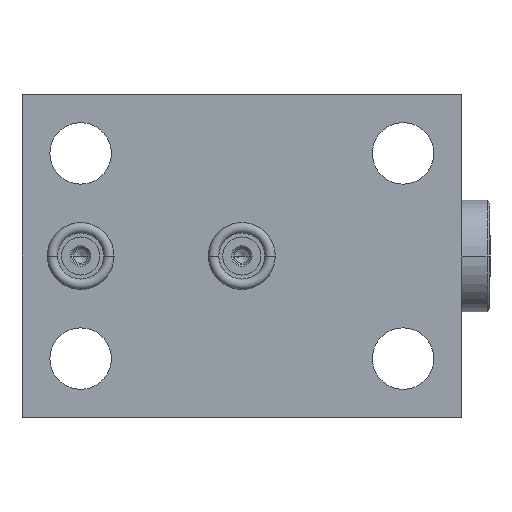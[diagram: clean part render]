
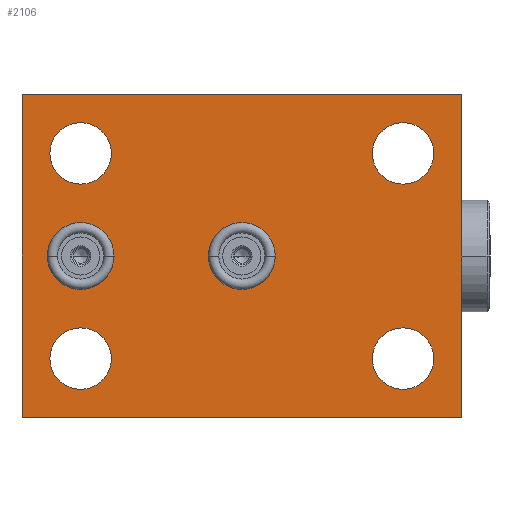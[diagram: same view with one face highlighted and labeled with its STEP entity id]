
A CAD part, front view. The second image highlights one B-rep face of the part: STEP entity #2106.
In plain terms, the highlighted planar face has unit normal (0, -1, 0).
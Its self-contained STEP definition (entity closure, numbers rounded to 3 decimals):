
#482=DIRECTION('',(0.,0.,1.));
#483=VECTOR('',#482,55.);
#484=CARTESIAN_POINT('',(-37.5,0.,-27.5));
#485=LINE('',#484,#483);
#486=DIRECTION('',(1.,0.,0.));
#487=VECTOR('',#486,75.);
#488=CARTESIAN_POINT('',(-37.5,0.,27.5));
#489=LINE('',#488,#487);
#490=DIRECTION('',(0.,0.,-1.));
#491=VECTOR('',#490,55.);
#492=CARTESIAN_POINT('',(37.5,0.,27.5));
#493=LINE('',#492,#491);
#494=DIRECTION('',(-1.,0.,0.));
#495=VECTOR('',#494,75.);
#496=CARTESIAN_POINT('',(37.5,0.,-27.5));
#497=LINE('',#496,#495);
#498=CARTESIAN_POINT('',(27.5,0.,17.5));
#499=DIRECTION('',(0.,-1.,0.));
#500=DIRECTION('',(1.,0.,0.));
#501=AXIS2_PLACEMENT_3D('',#498,#499,#500);
#503=CARTESIAN_POINT('',(27.5,0.,17.5));
#504=DIRECTION('',(0.,-1.,0.));
#505=DIRECTION('',(-1.,0.,0.));
#506=AXIS2_PLACEMENT_3D('',#503,#504,#505);
#508=CARTESIAN_POINT('',(-27.5,0.,17.5));
#509=DIRECTION('',(0.,-1.,0.));
#510=DIRECTION('',(1.,0.,0.));
#511=AXIS2_PLACEMENT_3D('',#508,#509,#510);
#513=CARTESIAN_POINT('',(-27.5,0.,17.5));
#514=DIRECTION('',(0.,-1.,0.));
#515=DIRECTION('',(-1.,0.,0.));
#516=AXIS2_PLACEMENT_3D('',#513,#514,#515);
#518=CARTESIAN_POINT('',(27.5,0.,-17.5));
#519=DIRECTION('',(0.,-1.,0.));
#520=DIRECTION('',(1.,0.,0.));
#521=AXIS2_PLACEMENT_3D('',#518,#519,#520);
#523=CARTESIAN_POINT('',(27.5,0.,-17.5));
#524=DIRECTION('',(0.,-1.,0.));
#525=DIRECTION('',(-1.,0.,0.));
#526=AXIS2_PLACEMENT_3D('',#523,#524,#525);
#528=CARTESIAN_POINT('',(-27.5,0.,-17.5));
#529=DIRECTION('',(0.,-1.,0.));
#530=DIRECTION('',(1.,0.,0.));
#531=AXIS2_PLACEMENT_3D('',#528,#529,#530);
#533=CARTESIAN_POINT('',(-27.5,0.,-17.5));
#534=DIRECTION('',(0.,-1.,0.));
#535=DIRECTION('',(-1.,0.,0.));
#536=AXIS2_PLACEMENT_3D('',#533,#534,#535);
#538=CARTESIAN_POINT('',(0.,0.,0.));
#539=DIRECTION('',(0.,-1.,0.));
#540=DIRECTION('',(-1.,0.,0.));
#541=AXIS2_PLACEMENT_3D('',#538,#539,#540);
#543=CARTESIAN_POINT('',(0.,0.,0.));
#544=DIRECTION('',(0.,-1.,0.));
#545=DIRECTION('',(1.,0.,0.));
#546=AXIS2_PLACEMENT_3D('',#543,#544,#545);
#548=CARTESIAN_POINT('',(-27.5,0.,0.));
#549=DIRECTION('',(0.,-1.,0.));
#550=DIRECTION('',(-1.,0.,0.));
#551=AXIS2_PLACEMENT_3D('',#548,#549,#550);
#553=CARTESIAN_POINT('',(-27.5,0.,0.));
#554=DIRECTION('',(0.,-1.,0.));
#555=DIRECTION('',(1.,0.,0.));
#556=AXIS2_PLACEMENT_3D('',#553,#554,#555);
#1323=CARTESIAN_POINT('',(-37.5,0.,-27.5));
#1324=CARTESIAN_POINT('',(-37.5,0.,27.5));
#1325=VERTEX_POINT('',#1323);
#1326=VERTEX_POINT('',#1324);
#1327=CARTESIAN_POINT('',(37.5,0.,27.5));
#1328=VERTEX_POINT('',#1327);
#1329=CARTESIAN_POINT('',(37.5,0.,-27.5));
#1330=VERTEX_POINT('',#1329);
#1339=CARTESIAN_POINT('',(32.745,0.,17.5));
#1340=CARTESIAN_POINT('',(22.255,0.,17.5));
#1341=VERTEX_POINT('',#1339);
#1342=VERTEX_POINT('',#1340);
#1343=CARTESIAN_POINT('',(-22.255,0.,17.5));
#1344=CARTESIAN_POINT('',(-32.745,0.,17.5));
#1345=VERTEX_POINT('',#1343);
#1346=VERTEX_POINT('',#1344);
#1347=CARTESIAN_POINT('',(32.745,0.,-17.5));
#1348=CARTESIAN_POINT('',(22.255,0.,-17.5));
#1349=VERTEX_POINT('',#1347);
#1350=VERTEX_POINT('',#1348);
#1351=CARTESIAN_POINT('',(-22.255,0.,-17.5));
#1352=CARTESIAN_POINT('',(-32.745,0.,-17.5));
#1353=VERTEX_POINT('',#1351);
#1354=VERTEX_POINT('',#1352);
#1453=CARTESIAN_POINT('',(-5.703,0.,0.));
#1454=VERTEX_POINT('',#1453);
#1455=CARTESIAN_POINT('',(5.703,0.,0.));
#1456=VERTEX_POINT('',#1455);
#1483=CARTESIAN_POINT('',(-33.203,0.,0.));
#1484=VERTEX_POINT('',#1483);
#1485=CARTESIAN_POINT('',(-21.798,0.,0.));
#1486=VERTEX_POINT('',#1485);
#2056=CARTESIAN_POINT('',(0.,0.,0.));
#2057=DIRECTION('',(0.,1.,0.));
#2058=DIRECTION('',(1.,0.,0.));
#2059=AXIS2_PLACEMENT_3D('',#2056,#2057,#2058);
#2060=PLANE('',#2059);
#2061=ORIENTED_EDGE('',*,*,#2046,.T.);
#2063=ORIENTED_EDGE('',*,*,#2062,.T.);
#2065=ORIENTED_EDGE('',*,*,#2064,.T.);
#2067=ORIENTED_EDGE('',*,*,#2066,.T.);
#2068=EDGE_LOOP('',(#2061,#2063,#2065,#2067));
#2069=FACE_OUTER_BOUND('',#2068,.F.);
#2071=ORIENTED_EDGE('',*,*,#2070,.T.);
#2073=ORIENTED_EDGE('',*,*,#2072,.T.);
#2074=EDGE_LOOP('',(#2071,#2073));
#2075=FACE_BOUND('',#2074,.F.);
#2077=ORIENTED_EDGE('',*,*,#2076,.T.);
#2079=ORIENTED_EDGE('',*,*,#2078,.T.);
#2080=EDGE_LOOP('',(#2077,#2079));
#2081=FACE_BOUND('',#2080,.F.);
#2083=ORIENTED_EDGE('',*,*,#2082,.T.);
#2085=ORIENTED_EDGE('',*,*,#2084,.T.);
#2086=EDGE_LOOP('',(#2083,#2085));
#2087=FACE_BOUND('',#2086,.F.);
#2089=ORIENTED_EDGE('',*,*,#2088,.T.);
#2091=ORIENTED_EDGE('',*,*,#2090,.T.);
#2092=EDGE_LOOP('',(#2089,#2091));
#2093=FACE_BOUND('',#2092,.F.);
#2095=ORIENTED_EDGE('',*,*,#2094,.T.);
#2097=ORIENTED_EDGE('',*,*,#2096,.T.);
#2098=EDGE_LOOP('',(#2095,#2097));
#2099=FACE_BOUND('',#2098,.F.);
#2101=ORIENTED_EDGE('',*,*,#2100,.T.);
#2103=ORIENTED_EDGE('',*,*,#2102,.T.);
#2104=EDGE_LOOP('',(#2101,#2103));
#2105=FACE_BOUND('',#2104,.F.);
#2106=ADVANCED_FACE('',(#2069,#2075,#2081,#2087,#2093,#2099,#2105),#2060,.F.);
#502=CIRCLE('',#501,5.245);
#507=CIRCLE('',#506,5.245);
#512=CIRCLE('',#511,5.245);
#517=CIRCLE('',#516,5.245);
#522=CIRCLE('',#521,5.245);
#527=CIRCLE('',#526,5.245);
#532=CIRCLE('',#531,5.245);
#537=CIRCLE('',#536,5.245);
#542=CIRCLE('',#541,5.703);
#547=CIRCLE('',#546,5.703);
#552=CIRCLE('',#551,5.703);
#557=CIRCLE('',#556,5.703);
#2046=EDGE_CURVE('',#1325,#1326,#485,.T.);
#2062=EDGE_CURVE('',#1326,#1328,#489,.T.);
#2064=EDGE_CURVE('',#1328,#1330,#493,.T.);
#2066=EDGE_CURVE('',#1330,#1325,#497,.T.);
#2070=EDGE_CURVE('',#1341,#1342,#502,.T.);
#2072=EDGE_CURVE('',#1342,#1341,#507,.T.);
#2076=EDGE_CURVE('',#1345,#1346,#512,.T.);
#2078=EDGE_CURVE('',#1346,#1345,#517,.T.);
#2082=EDGE_CURVE('',#1349,#1350,#522,.T.);
#2084=EDGE_CURVE('',#1350,#1349,#527,.T.);
#2088=EDGE_CURVE('',#1353,#1354,#532,.T.);
#2090=EDGE_CURVE('',#1354,#1353,#537,.T.);
#2094=EDGE_CURVE('',#1454,#1456,#542,.T.);
#2096=EDGE_CURVE('',#1456,#1454,#547,.T.);
#2100=EDGE_CURVE('',#1484,#1486,#552,.T.);
#2102=EDGE_CURVE('',#1486,#1484,#557,.T.);
